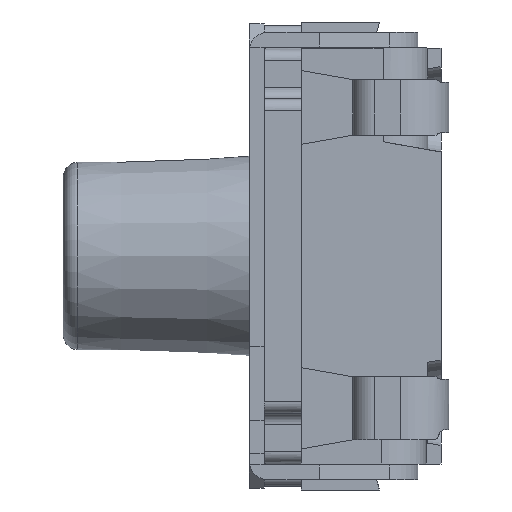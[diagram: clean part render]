
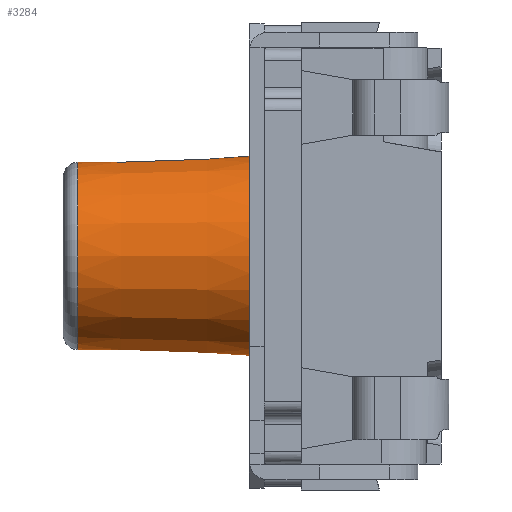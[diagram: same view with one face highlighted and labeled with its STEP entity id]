
A CAD part, left-side view. The second image highlights one B-rep face of the part: STEP entity #3284.
In plain terms, the highlighted conical face has half-angle 2 degrees and reference radius 1.303 mm.
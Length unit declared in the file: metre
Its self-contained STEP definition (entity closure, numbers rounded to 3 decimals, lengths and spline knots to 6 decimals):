
#3284 = ADVANCED_FACE( '', ( #8249, #8250 ), #8251, .T. );
#5382 = EDGE_CURVE( '', #10975, #10975, #10976, .T. );
#5876 = EDGE_CURVE( '', #11549, #11549, #11550, .T. );
#8249 = FACE_BOUND( '', #14946, .T. );
#8250 = FACE_OUTER_BOUND( '', #14947, .T. );
#8251 = CONICAL_SURFACE( '', #14948, 0.001303, 0.035 );
#10975 = VERTEX_POINT( '', #19572 );
#10976 = CIRCLE( '', #19573, 0.001343 );
#11549 = VERTEX_POINT( '', #20590 );
#11550 = CIRCLE( '', #20591, 0.001262 );
#14946 = EDGE_LOOP( '', ( #23277 ) );
#14947 = EDGE_LOOP( '', ( #23278 ) );
#14948 = AXIS2_PLACEMENT_3D( '', #23279, #23280, #23281 );
#19572 = CARTESIAN_POINT( '', ( -0.001343, 0.001383, 0. ) );
#19573 = AXIS2_PLACEMENT_3D( '', #26773, #26774, #26775 );
#20590 = CARTESIAN_POINT( '', ( 0.001262, 0.003702, 0. ) );
#20591 = AXIS2_PLACEMENT_3D( '', #27673, #27674, #27675 );
#23277 = ORIENTED_EDGE( '', *, *, #5876, .F. );
#23278 = ORIENTED_EDGE( '', *, *, #5382, .F. );
#23279 = CARTESIAN_POINT( '', ( 0., 0.002543, 0. ) );
#23280 = DIRECTION( '', ( 0., -1., 0. ) );
#23281 = DIRECTION( '', ( -1., 0., 0. ) );
#26773 = CARTESIAN_POINT( '', ( 0., 0.001383, 0. ) );
#26774 = DIRECTION( '', ( 0., -1., 0. ) );
#26775 = DIRECTION( '', ( -1., 0., 0. ) );
#27673 = CARTESIAN_POINT( '', ( 0., 0.003702, 0. ) );
#27674 = DIRECTION( '', ( 0., 1., 0. ) );
#27675 = DIRECTION( '', ( 1., 0., 0. ) );
